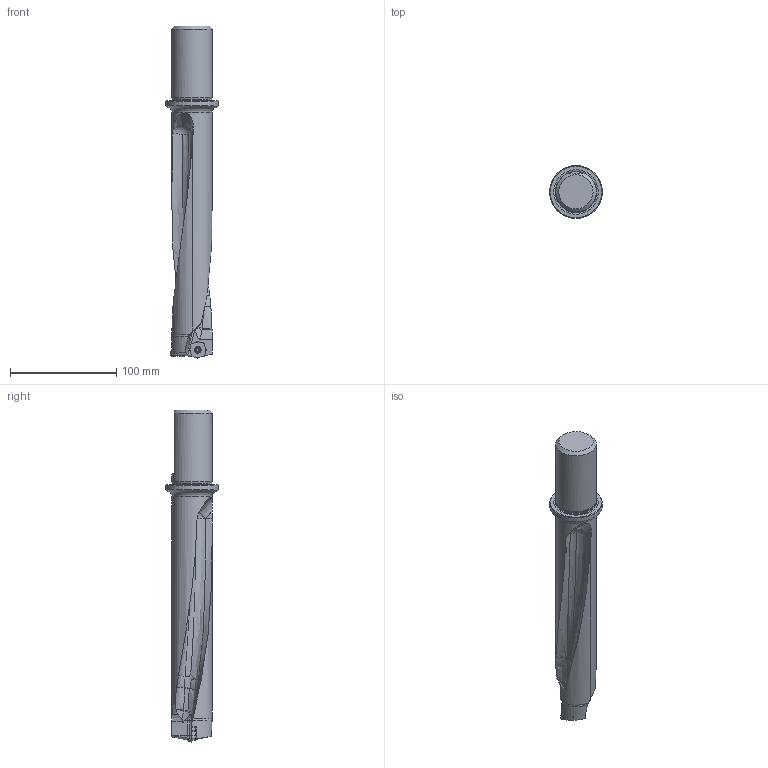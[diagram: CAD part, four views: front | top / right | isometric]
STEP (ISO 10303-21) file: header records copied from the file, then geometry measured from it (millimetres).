
FILE_DESCRIPTION(/* description */ (''),/* implementation_level */ '2;1');
FILE_NAME(/* name */ '7256736.stp',/* time_stamp */ '2024-08-08T18:21:21+06:00',/* author */ (''),/* organization */ (''),/* preprocessor_version */ 'ST-DEVELOPER v16.7',/* originating_system */ 'SIEMENS PLM Software NX 12.0',/* authorisation */ '');
FILE_SCHEMA (('AUTOMOTIVE_DESIGN { 1 0 10303 214 3 1 1 1 }'));
Length unit declared in the file: millimetre
Products named in the file (1): 7256736
Bounding box: 49.6 x 49.6 x 311.87 mm (x, y, z)
Volume: 248623.9 mm3; surface area: 45174.5 mm2
Topology: 5 solids, 5 shells, 308 faces, 912 edges, 699 vertices
Faces by surface type: cylinder 119, plane 104, bspline 34, cone 24, sphere 18, torus 9
Full cylindrical faces by diameter (mm): 3.5 x2, 4 x2, 4.8 x2, 5.6 x2, 6.2 x2, 37.392 x1, 37.9 x1, 38.1 x1, 49.6 x1
Entity records: 13177 total; most frequent: CARTESIAN_POINT 4913, DIRECTION 1657, ORIENTED_EDGE 1604, EDGE_CURVE 802, AXIS2_PLACEMENT_3D 656, VERTEX_POINT 542, EDGE_LOOP 348, LINE 345
